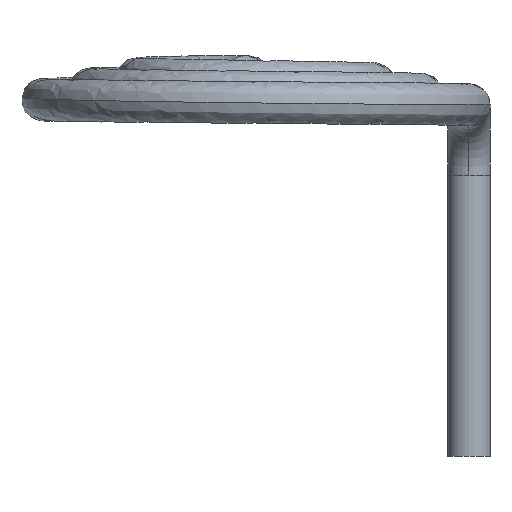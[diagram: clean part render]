
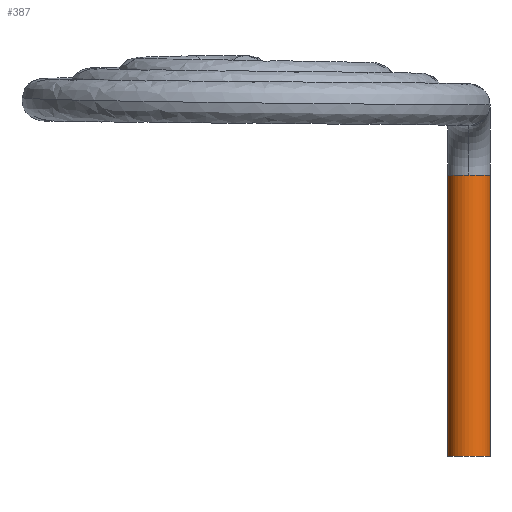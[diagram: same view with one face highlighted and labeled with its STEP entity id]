
A CAD part, front view. The second image highlights one B-rep face of the part: STEP entity #387.
In plain terms, the highlighted cylindrical face has radius 0.3 mm (diameter 0.6 mm), a partial arc.
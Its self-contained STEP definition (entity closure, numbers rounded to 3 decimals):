
#41 = CARTESIAN_POINT ( 'NONE',  ( -0.3, 10., -1. ) ) ;
#42 = CYLINDRICAL_SURFACE ( 'NONE', #631, 0.3 ) ;
#53 = AXIS2_PLACEMENT_3D ( 'NONE', #838, #182, #1060 ) ;
#64 = DIRECTION ( 'NONE',  ( -1., 0., 0. ) ) ;
#138 = DIRECTION ( 'NONE',  ( 0., 0., -1. ) ) ;
#171 = CARTESIAN_POINT ( 'NONE',  ( 0., 10., -5. ) ) ;
#182 = DIRECTION ( 'NONE',  ( 0., 0., -1. ) ) ;
#197 = ORIENTED_EDGE ( 'NONE', *, *, #336, .T. ) ;
#211 = ORIENTED_EDGE ( 'NONE', *, *, #1230, .F. ) ;
#260 = FACE_OUTER_BOUND ( 'NONE', #1209, .T. ) ;
#278 = DIRECTION ( 'NONE',  ( 0., 0., -1. ) ) ;
#305 = CARTESIAN_POINT ( 'NONE',  ( -0.3, 10., -1. ) ) ;
#336 = EDGE_CURVE ( 'NONE', #871, #760, #1134, .T. ) ;
#353 = DIRECTION ( 'NONE',  ( 0., 1., 0. ) ) ;
#387 = ADVANCED_FACE ( 'NONE', ( #260 ), #42, .T. ) ;
#391 = DIRECTION ( 'NONE',  ( 0., 0., -1. ) ) ;
#432 = CIRCLE ( 'NONE', #53, 0.3 ) ;
#448 = ORIENTED_EDGE ( 'NONE', *, *, #1122, .T. ) ;
#462 = CARTESIAN_POINT ( 'NONE',  ( 0., 10., -1. ) ) ;
#498 = CIRCLE ( 'NONE', #950, 0.3 ) ;
#538 = ORIENTED_EDGE ( 'NONE', *, *, #956, .T. ) ;
#628 = ORIENTED_EDGE ( 'NONE', *, *, #1077, .F. ) ;
#631 = AXIS2_PLACEMENT_3D ( 'NONE', #811, #391, #64 ) ;
#696 = CARTESIAN_POINT ( 'NONE',  ( 0.3, 10., -1. ) ) ;
#712 = DIRECTION ( 'NONE',  ( 0., 1., 0. ) ) ;
#760 = VERTEX_POINT ( 'NONE', #1285 ) ;
#811 = CARTESIAN_POINT ( 'NONE',  ( 0., 10., -1. ) ) ;
#822 = CARTESIAN_POINT ( 'NONE',  ( 0.3, 10., -1. ) ) ;
#838 = CARTESIAN_POINT ( 'NONE',  ( 0., 10., -1. ) ) ;
#846 = VECTOR ( 'NONE', #890, 1000. ) ;
#857 = VERTEX_POINT ( 'NONE', #948 ) ;
#871 = VERTEX_POINT ( 'NONE', #305 ) ;
#890 = DIRECTION ( 'NONE',  ( 0., 0., -1. ) ) ;
#900 = LINE ( 'NONE', #696, #846 ) ;
#948 = CARTESIAN_POINT ( 'NONE',  ( 0.3, 10., -5. ) ) ;
#950 = AXIS2_PLACEMENT_3D ( 'NONE', #171, #278, #712 ) ;
#956 = EDGE_CURVE ( 'NONE', #1082, #871, #432, .T. ) ;
#1041 = CIRCLE ( 'NONE', #1243, 0.3 ) ;
#1060 = DIRECTION ( 'NONE',  ( 0., 1., 0. ) ) ;
#1077 = EDGE_CURVE ( 'NONE', #1197, #857, #900, .T. ) ;
#1082 = VERTEX_POINT ( 'NONE', #1332 ) ;
#1122 = EDGE_CURVE ( 'NONE', #1197, #1082, #1041, .T. ) ;
#1134 = LINE ( 'NONE', #41, #1205 ) ;
#1197 = VERTEX_POINT ( 'NONE', #822 ) ;
#1205 = VECTOR ( 'NONE', #1229, 1000. ) ;
#1209 = EDGE_LOOP ( 'NONE', ( #197, #211, #628, #448, #538 ) ) ;
#1229 = DIRECTION ( 'NONE',  ( 0., 0., -1. ) ) ;
#1230 = EDGE_CURVE ( 'NONE', #857, #760, #498, .T. ) ;
#1243 = AXIS2_PLACEMENT_3D ( 'NONE', #462, #138, #353 ) ;
#1285 = CARTESIAN_POINT ( 'NONE',  ( -0.3, 10., -5. ) ) ;
#1332 = CARTESIAN_POINT ( 'NONE',  ( 0., 9.7, -1. ) ) ;
